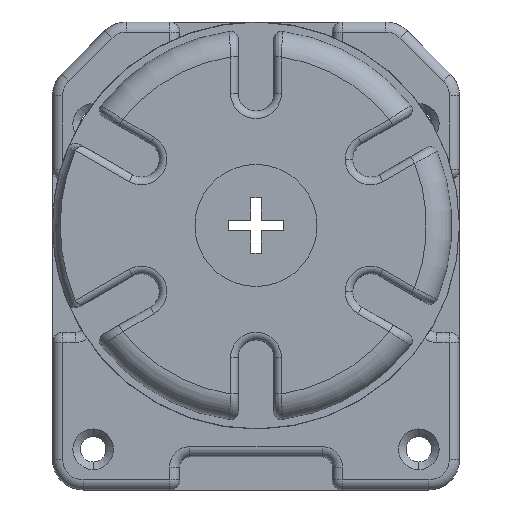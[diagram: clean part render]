
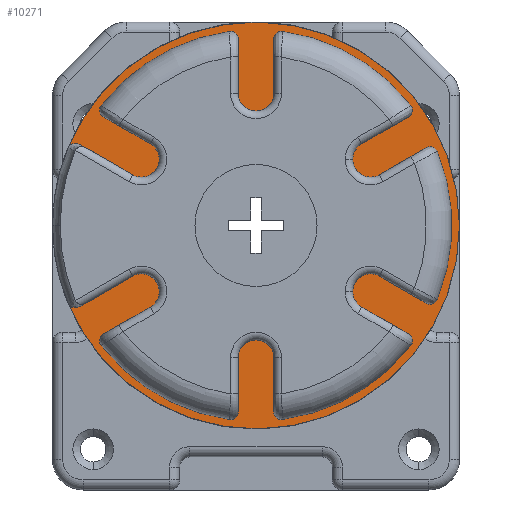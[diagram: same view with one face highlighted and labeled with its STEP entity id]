
A CAD part, front view. The second image highlights one B-rep face of the part: STEP entity #10271.
In plain terms, the highlighted planar face has unit normal (0, 1, 0).
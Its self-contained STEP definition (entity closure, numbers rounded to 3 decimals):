
#18 = VERTEX_POINT ( 'NONE', #9716 ) ;
#190 = EDGE_CURVE ( 'NONE', #1407, #18, #888, .T. ) ;
#218 = CIRCLE ( 'NONE', #5855, 13.9 ) ;
#438 = AXIS2_PLACEMENT_3D ( 'NONE', #7430, #7550, #2407 ) ;
#881 = DIRECTION ( 'NONE',  ( 0., 1., 0. ) ) ;
#884 = LINE ( 'NONE', #6984, #5161 ) ;
#888 = LINE ( 'NONE', #11246, #8557 ) ;
#1407 = VERTEX_POINT ( 'NONE', #3315 ) ;
#1667 = AXIS2_PLACEMENT_3D ( 'NONE', #5897, #881, #5095 ) ;
#1732 = DIRECTION ( 'NONE',  ( -1., 0., 0. ) ) ;
#1776 = DIRECTION ( 'NONE',  ( -1., 0., 0. ) ) ;
#2195 = CIRCLE ( 'NONE', #6571, 13.9 ) ;
#2197 = VERTEX_POINT ( 'NONE', #2651 ) ;
#2250 = FACE_BOUND ( 'NONE', #6973, .T. ) ;
#2303 = CARTESIAN_POINT ( 'NONE',  ( 40., 25., 0. ) ) ;
#2407 = DIRECTION ( 'NONE',  ( -1., 0., 0. ) ) ;
#2462 = EDGE_CURVE ( 'NONE', #3049, #8072, #3875, .T. ) ;
#2624 = EDGE_CURVE ( 'NONE', #2197, #6600, #884, .T. ) ;
#2651 = CARTESIAN_POINT ( 'NONE',  ( 6.569, 25., -12.25 ) ) ;
#3049 = VERTEX_POINT ( 'NONE', #9734 ) ;
#3315 = CARTESIAN_POINT ( 'NONE',  ( -6.569, 25., 12.25 ) ) ;
#3824 = ORIENTED_EDGE ( 'NONE', *, *, #190, .F. ) ;
#3875 = CIRCLE ( 'NONE', #438, 40. ) ;
#3889 = PLANE ( 'NONE',  #10656 ) ;
#5023 = VERTEX_POINT ( 'NONE', #6185 ) ;
#5095 = DIRECTION ( 'NONE',  ( -1., 0., 0. ) ) ;
#5161 = VECTOR ( 'NONE', #1732, 1000. ) ;
#5721 = DIRECTION ( 'NONE',  ( -1., 0., 0. ) ) ;
#5855 = AXIS2_PLACEMENT_3D ( 'NONE', #6475, #10530, #1776 ) ;
#5875 = EDGE_LOOP ( 'NONE', ( #7687, #8387 ) ) ;
#5897 = CARTESIAN_POINT ( 'NONE',  ( 0., 25., 0. ) ) ;
#6117 = CIRCLE ( 'NONE', #8110, 13.9 ) ;
#6185 = CARTESIAN_POINT ( 'NONE',  ( -13.9, 25., 0. ) ) ;
#6243 = EDGE_CURVE ( 'NONE', #8072, #3049, #7302, .T. ) ;
#6475 = CARTESIAN_POINT ( 'NONE',  ( 0., 25., 0. ) ) ;
#6530 = FACE_OUTER_BOUND ( 'NONE', #5875, .T. ) ;
#6571 = AXIS2_PLACEMENT_3D ( 'NONE', #8862, #8129, #10624 ) ;
#6600 = VERTEX_POINT ( 'NONE', #7814 ) ;
#6973 = EDGE_LOOP ( 'NONE', ( #9613, #3824, #9981, #10232, #7851 ) ) ;
#6984 = CARTESIAN_POINT ( 'NONE',  ( -29.332, 25., -12.25 ) ) ;
#6990 = DIRECTION ( 'NONE',  ( 1., 0., 0. ) ) ;
#7302 = CIRCLE ( 'NONE', #1667, 40. ) ;
#7389 = DIRECTION ( 'NONE',  ( 0., -1., 0. ) ) ;
#7430 = CARTESIAN_POINT ( 'NONE',  ( 0., 25., 0. ) ) ;
#7550 = DIRECTION ( 'NONE',  ( 0., 1., 0. ) ) ;
#7687 = ORIENTED_EDGE ( 'NONE', *, *, #6243, .T. ) ;
#7814 = CARTESIAN_POINT ( 'NONE',  ( -6.569, 25., -12.25 ) ) ;
#7851 = ORIENTED_EDGE ( 'NONE', *, *, #2624, .F. ) ;
#8038 = EDGE_CURVE ( 'NONE', #5023, #1407, #218, .T. ) ;
#8072 = VERTEX_POINT ( 'NONE', #11019 ) ;
#8110 = AXIS2_PLACEMENT_3D ( 'NONE', #10030, #10831, #5721 ) ;
#8129 = DIRECTION ( 'NONE',  ( 0., 1., 0. ) ) ;
#8387 = ORIENTED_EDGE ( 'NONE', *, *, #2462, .T. ) ;
#8557 = VECTOR ( 'NONE', #6990, 1000. ) ;
#8862 = CARTESIAN_POINT ( 'NONE',  ( 0., 25., 0. ) ) ;
#8969 = EDGE_CURVE ( 'NONE', #18, #2197, #2195, .T. ) ;
#9434 = EDGE_CURVE ( 'NONE', #6600, #5023, #6117, .T. ) ;
#9613 = ORIENTED_EDGE ( 'NONE', *, *, #8969, .F. ) ;
#9716 = CARTESIAN_POINT ( 'NONE',  ( 6.569, 25., 12.25 ) ) ;
#9734 = CARTESIAN_POINT ( 'NONE',  ( 40., 25., 0. ) ) ;
#9981 = ORIENTED_EDGE ( 'NONE', *, *, #8038, .F. ) ;
#10030 = CARTESIAN_POINT ( 'NONE',  ( 0., 25., 0. ) ) ;
#10232 = ORIENTED_EDGE ( 'NONE', *, *, #9434, .F. ) ;
#10271 = ADVANCED_FACE ( 'NONE', ( #2250, #6530 ), #3889, .F. ) ;
#10530 = DIRECTION ( 'NONE',  ( 0., 1., 0. ) ) ;
#10624 = DIRECTION ( 'NONE',  ( -1., 0., 0. ) ) ;
#10656 = AXIS2_PLACEMENT_3D ( 'NONE', #2303, #7389, #10848 ) ;
#10831 = DIRECTION ( 'NONE',  ( 0., 1., 0. ) ) ;
#10848 = DIRECTION ( 'NONE',  ( 1., 0., 0. ) ) ;
#11019 = CARTESIAN_POINT ( 'NONE',  ( -40., 25., 0. ) ) ;
#11246 = CARTESIAN_POINT ( 'NONE',  ( -29.332, 25., 12.25 ) ) ;
